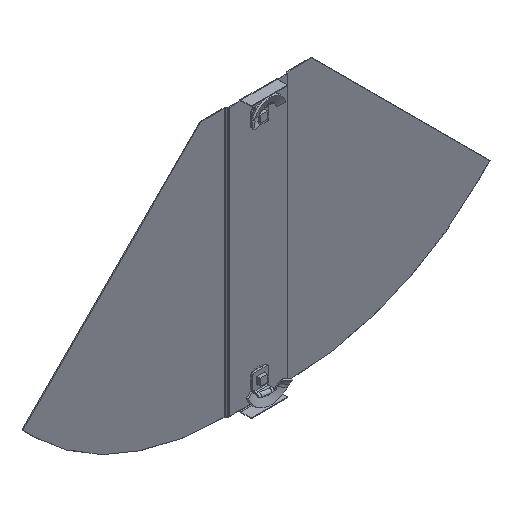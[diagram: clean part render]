
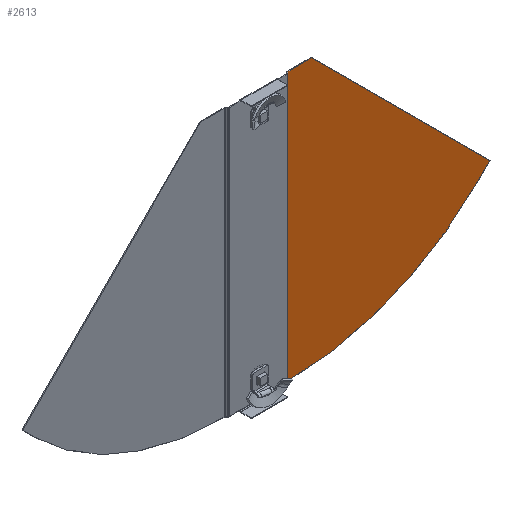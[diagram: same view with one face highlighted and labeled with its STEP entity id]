
A CAD part, isometric view. The second image highlights one B-rep face of the part: STEP entity #2613.
In plain terms, the highlighted planar face has unit normal (0, -1, 0).
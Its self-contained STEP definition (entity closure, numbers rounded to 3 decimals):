
#246 = LINE ( 'NONE', #4263, #3652 ) ;
#305 = ORIENTED_EDGE ( 'NONE', *, *, #4457, .T. ) ;
#380 = CIRCLE ( 'NONE', #5877, 294. ) ;
#403 = CARTESIAN_POINT ( 'NONE',  ( 0., -0.75, -295. ) ) ;
#408 = VERTEX_POINT ( 'NONE', #5431 ) ;
#409 = LINE ( 'NONE', #4556, #4409 ) ;
#482 = ORIENTED_EDGE ( 'NONE', *, *, #1284, .T. ) ;
#570 = CARTESIAN_POINT ( 'NONE',  ( 34.8, -0.75, -295. ) ) ;
#800 = DIRECTION ( 'NONE',  ( 0.707, 0., 0.707 ) ) ;
#846 = VECTOR ( 'NONE', #800, 1000. ) ;
#934 = VECTOR ( 'NONE', #5064, 1000. ) ;
#1284 = EDGE_CURVE ( 'NONE', #408, #6634, #2382, .T. ) ;
#1382 = ORIENTED_EDGE ( 'NONE', *, *, #2995, .T. ) ;
#1418 = CARTESIAN_POINT ( 'NONE',  ( 37., -0.75, -1. ) ) ;
#1425 = ORIENTED_EDGE ( 'NONE', *, *, #2316, .T. ) ;
#1522 = FACE_OUTER_BOUND ( 'NONE', #3625, .T. ) ;
#1709 = CARTESIAN_POINT ( 'NONE',  ( 34.8, -0.75, 0. ) ) ;
#1818 = DIRECTION ( 'NONE',  ( 0., 0., 1. ) ) ;
#2000 = ORIENTED_EDGE ( 'NONE', *, *, #6278, .T. ) ;
#2316 = EDGE_CURVE ( 'NONE', #6634, #5192, #409, .T. ) ;
#2382 = LINE ( 'NONE', #2411, #846 ) ;
#2411 = CARTESIAN_POINT ( 'NONE',  ( 244.124, -0.75, -209.652 ) ) ;
#2613 = ADVANCED_FACE ( 'NONE', ( #1522 ), #6579, .F. ) ;
#2712 = VERTEX_POINT ( 'NONE', #570 ) ;
#2976 = VERTEX_POINT ( 'NONE', #1709 ) ;
#2995 = EDGE_CURVE ( 'NONE', #5192, #2976, #246, .T. ) ;
#3000 = DIRECTION ( 'NONE',  ( 0., 0., 1. ) ) ;
#3231 = AXIS2_PLACEMENT_3D ( 'NONE', #1418, #6071, #4517 ) ;
#3513 = VECTOR ( 'NONE', #1818, 1000. ) ;
#3528 = ORIENTED_EDGE ( 'NONE', *, *, #6485, .F. ) ;
#3625 = EDGE_LOOP ( 'NONE', ( #2000, #305, #482, #1425, #1382, #3528 ) ) ;
#3627 = CARTESIAN_POINT ( 'NONE',  ( 61.2, -0.75, 0. ) ) ;
#3652 = VECTOR ( 'NONE', #3751, 1000. ) ;
#3751 = DIRECTION ( 'NONE',  ( -1., 0., 0. ) ) ;
#4085 = DIRECTION ( 'NONE',  ( -0.707, 0., 0.707 ) ) ;
#4263 = CARTESIAN_POINT ( 'NONE',  ( 61.2, -0.75, 0. ) ) ;
#4275 = LINE ( 'NONE', #4407, #3513 ) ;
#4407 = CARTESIAN_POINT ( 'NONE',  ( 34.8, -0.75, -1. ) ) ;
#4409 = VECTOR ( 'NONE', #4085, 1000. ) ;
#4457 = EDGE_CURVE ( 'NONE', #5752, #408, #380, .T. ) ;
#4517 = DIRECTION ( 'NONE',  ( 0., 0., 1. ) ) ;
#4556 = CARTESIAN_POINT ( 'NONE',  ( 257.488, -0.75, -196.288 ) ) ;
#4655 = DIRECTION ( 'NONE',  ( 0., -1., 0. ) ) ;
#4839 = CARTESIAN_POINT ( 'NONE',  ( 257.488, -0.75, -196.288 ) ) ;
#5064 = DIRECTION ( 'NONE',  ( 1., 0., 0. ) ) ;
#5097 = LINE ( 'NONE', #403, #934 ) ;
#5192 = VERTEX_POINT ( 'NONE', #3627 ) ;
#5431 = CARTESIAN_POINT ( 'NONE',  ( 244.124, -0.75, -209.652 ) ) ;
#5671 = CARTESIAN_POINT ( 'NONE',  ( 37., -0.75, -1. ) ) ;
#5752 = VERTEX_POINT ( 'NONE', #6394 ) ;
#5877 = AXIS2_PLACEMENT_3D ( 'NONE', #5671, #4655, #3000 ) ;
#6071 = DIRECTION ( 'NONE',  ( 0., 1., 0. ) ) ;
#6278 = EDGE_CURVE ( 'NONE', #2712, #5752, #5097, .T. ) ;
#6394 = CARTESIAN_POINT ( 'NONE',  ( 37., -0.75, -295. ) ) ;
#6485 = EDGE_CURVE ( 'NONE', #2712, #2976, #4275, .T. ) ;
#6579 = PLANE ( 'NONE',  #3231 ) ;
#6634 = VERTEX_POINT ( 'NONE', #4839 ) ;
